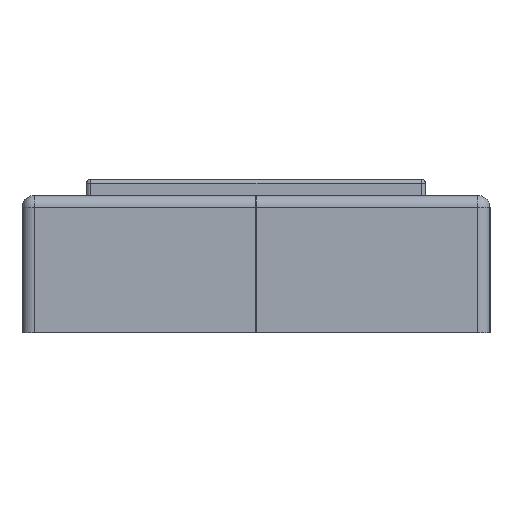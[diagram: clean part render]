
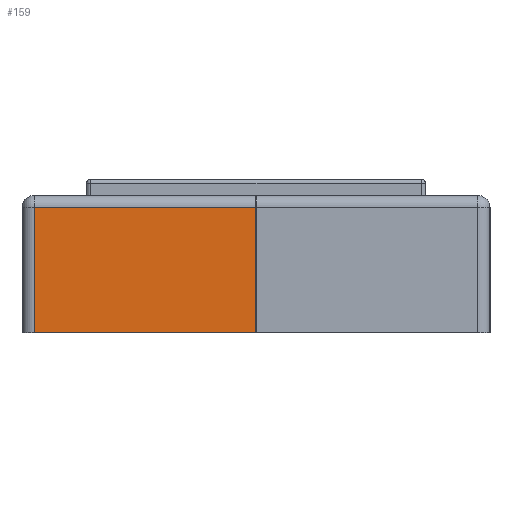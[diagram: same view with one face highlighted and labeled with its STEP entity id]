
A CAD part, left-side view. The second image highlights one B-rep face of the part: STEP entity #159.
In plain terms, the highlighted planar face has unit normal (-1, 0, 0).
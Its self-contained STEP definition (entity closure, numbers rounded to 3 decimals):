
#159=ADVANCED_FACE('NONE',(#550),#551,.F.);
#550=FACE_OUTER_BOUND('',#1276,.T.);
#551=PLANE('',#1277);
#1276=EDGE_LOOP('',(#2180,#2181,#2182,#2183));
#1277=AXIS2_PLACEMENT_3D('',#2184,#2185,#2186);
#2180=ORIENTED_EDGE('',*,*,#4672,.T.);
#2181=ORIENTED_EDGE('',*,*,#4663,.T.);
#2182=ORIENTED_EDGE('',*,*,#4640,.T.);
#2183=ORIENTED_EDGE('',*,*,#4660,.T.);
#2184=CARTESIAN_POINT('',(-60.0,29.0,8.5));
#2185=DIRECTION('',(1.0,0.,0.));
#2186=DIRECTION('',(0.0,1.0,0.));
#4640=EDGE_CURVE('NONE',#5491,#5489,#5492,.T.);
#4660=EDGE_CURVE('NONE',#5489,#5521,#5523,.T.);
#4663=EDGE_CURVE('NONE',#5527,#5491,#5528,.T.);
#4672=EDGE_CURVE('NONE',#5521,#5527,#5542,.T.);
#5489=VERTEX_POINT('NONE',#6821);
#5491=VERTEX_POINT('NONE',#6823);
#5492=LINE('',#6824,#6825);
#5521=VERTEX_POINT('NONE',#6866);
#5523=LINE('',#6869,#6870);
#5527=VERTEX_POINT('NONE',#6876);
#5528=LINE('',#6877,#6878);
#5542=LINE('',#6899,#6900);
#6821=CARTESIAN_POINT('',(-60.0,27.5,-8.5));
#6823=CARTESIAN_POINT('',(-60.0,27.5,7.0));
#6824=CARTESIAN_POINT('',(-60.0,27.5,8.5));
#6825=VECTOR('',#8916,1000.0);
#6866=CARTESIAN_POINT('',(-60.0,0.005,-8.5));
#6869=CARTESIAN_POINT('',(-60.0,29.0,-8.5));
#6870=VECTOR('',#8948,1000.0);
#6876=CARTESIAN_POINT('',(-60.0,0.005,7.0));
#6877=CARTESIAN_POINT('',(-60.0,29.0,7.0));
#6878=VECTOR('',#8951,1000.0);
#6899=CARTESIAN_POINT('',(-60.0,0.005,-8.5));
#6900=VECTOR('',#8962,1000.0);
#8916=DIRECTION('',(0.0,0.0,-1.0));
#8948=DIRECTION('',(0.,-1.0,0.0));
#8951=DIRECTION('',(0.,1.0,-0.0));
#8962=DIRECTION('',(-0.0,-0.0,1.0));
